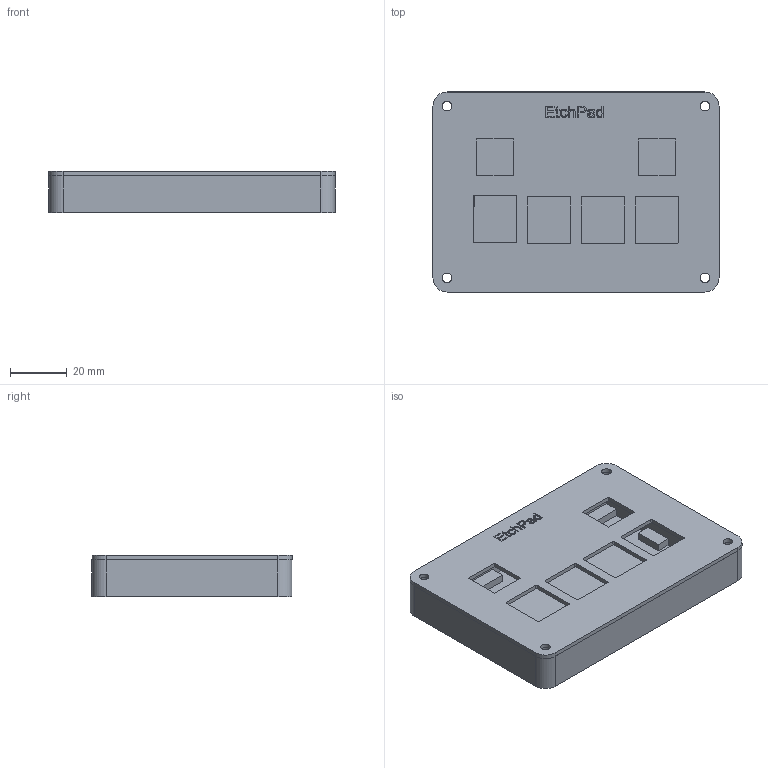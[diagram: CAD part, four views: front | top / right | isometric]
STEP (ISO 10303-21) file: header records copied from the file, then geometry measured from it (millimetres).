
FILE_DESCRIPTION(/* description */ (''),/* implementation_level */ '2;1');
FILE_NAME(/* name */ 'EtchPad_Case.step',/* time_stamp */ '2026-02-05T18:45:01-07:00',/* author */ (''),/* organization */ (''),/* preprocessor_version */ 'ST-DEVELOPER v20.1',/* originating_system */ 'Autodesk Translation Framework v14.21.0.0',/* authorisation */ '');
FILE_SCHEMA (('AUTOMOTIVE_DESIGN { 1 0 10303 214 3 1 1 }'));
Length unit declared in the file: millimetre
Products named in the file (3): EtchPad_Case_Bottom; EtchPad; EtchPad_Case_Top
Assembly tree (2 placements, depth 2):
  EtchPad_Case_Bottom
    EtchPad
    EtchPad_Case_Top
Bounding box: 101 x 70.62 x 14.5 mm (x, y, z)
Volume: 56724.8 mm3; surface area: 34990.4 mm2
Topology: 2 solids, 2 shells, 268 faces, 735 edges, 490 vertices
Faces by surface type: plane 133, bspline 95, cylinder 40
Full cylindrical faces by diameter (mm): 3.4 x8, 3.5 x4, 6 x4
Entity records: 9490 total; most frequent: CARTESIAN_POINT 3113, ORIENTED_EDGE 1470, DIRECTION 981, EDGE_CURVE 735, VERTEX_POINT 490, LINE 465, VECTOR 465, EDGE_LOOP 315
